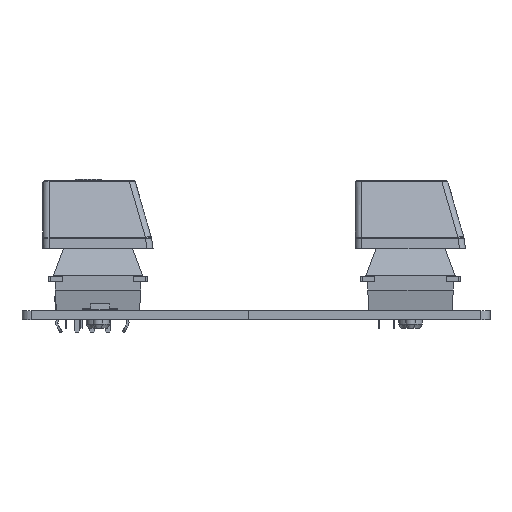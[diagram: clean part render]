
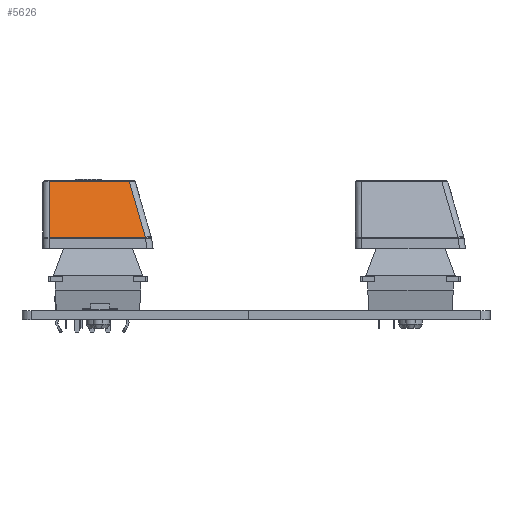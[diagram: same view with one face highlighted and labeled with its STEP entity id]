
A CAD part, left-side view. The second image highlights one B-rep face of the part: STEP entity #5626.
In plain terms, the highlighted face is planar.
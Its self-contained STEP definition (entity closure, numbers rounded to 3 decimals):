
#5626 = ADVANCED_FACE('',(#5627),#5661,.F.);
#5627 = FACE_BOUND('',#5628,.T.);
#5628 = EDGE_LOOP('',(#5629,#5639,#5647,#5655));
#5629 = ORIENTED_EDGE('',*,*,#5630,.T.);
#5630 = EDGE_CURVE('',#5631,#5633,#5635,.T.);
#5631 = VERTEX_POINT('',#5632);
#5632 = CARTESIAN_POINT('',(2.932,11.077,
    14.107));
#5633 = VERTEX_POINT('',#5634);
#5634 = CARTESIAN_POINT('',(2.932,11.077,1.));
#5635 = LINE('',#5636,#5637);
#5636 = CARTESIAN_POINT('',(2.932,11.077,
    -11.691));
#5637 = VECTOR('',#5638,1.);
#5638 = DIRECTION('',(0.,-0.,-1.));
#5639 = ORIENTED_EDGE('',*,*,#5640,.T.);
#5640 = EDGE_CURVE('',#5633,#5641,#5643,.T.);
#5641 = VERTEX_POINT('',#5642);
#5642 = CARTESIAN_POINT('',(0.158,1.908,1.));
#5643 = LINE('',#5644,#5645);
#5644 = CARTESIAN_POINT('',(3.,11.3,1.));
#5645 = VECTOR('',#5646,1.);
#5646 = DIRECTION('',(-0.29,-0.957,0.));
#5647 = ORIENTED_EDGE('',*,*,#5648,.T.);
#5648 = EDGE_CURVE('',#5641,#5649,#5651,.T.);
#5649 = VERTEX_POINT('',#5650);
#5650 = CARTESIAN_POINT('',(0.158,1.908,
    16.762));
#5651 = LINE('',#5652,#5653);
#5652 = CARTESIAN_POINT('',(0.158,1.908,
    -11.691));
#5653 = VECTOR('',#5654,1.);
#5654 = DIRECTION('',(0.,0.,1.));
#5655 = ORIENTED_EDGE('',*,*,#5656,.T.);
#5656 = EDGE_CURVE('',#5649,#5631,#5657,.T.);
#5657 = LINE('',#5658,#5659);
#5658 = CARTESIAN_POINT('',(4.918,17.638,
    12.208));
#5659 = VECTOR('',#5660,1.);
#5660 = DIRECTION('',(0.279,0.922,-0.267));
#5661 = PLANE('',#5662);
#5662 = AXIS2_PLACEMENT_3D('',#5663,#5664,#5665);
#5663 = CARTESIAN_POINT('',(3.,11.3,-11.691));
#5664 = DIRECTION('',(0.957,-0.29,0.));
#5665 = DIRECTION('',(0.29,0.957,0.));
